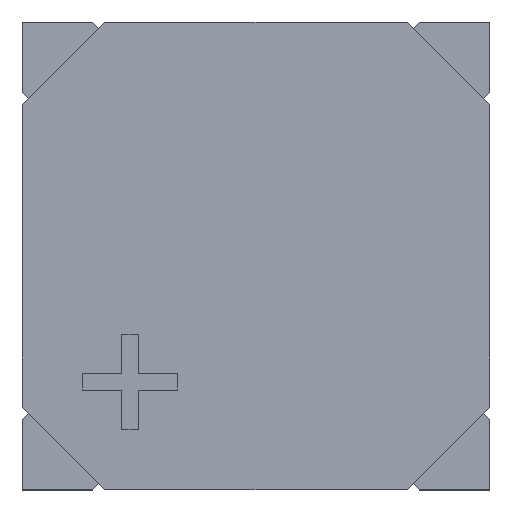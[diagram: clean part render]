
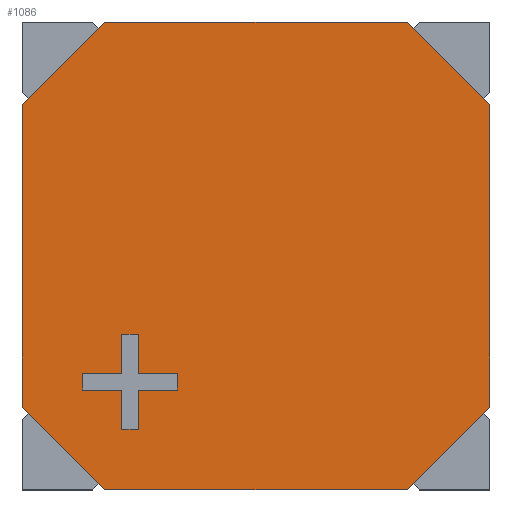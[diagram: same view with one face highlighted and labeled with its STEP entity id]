
A CAD part, top view. The second image highlights one B-rep face of the part: STEP entity #1086.
In plain terms, the highlighted planar face has unit normal (0, 0, 1).
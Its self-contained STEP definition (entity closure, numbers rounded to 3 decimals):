
#746 = VERTEX_POINT('',#747);
#747 = CARTESIAN_POINT('',(-4.25,2.75,4.005));
#753 = EDGE_CURVE('',#754,#746,#756,.T.);
#754 = VERTEX_POINT('',#755);
#755 = CARTESIAN_POINT('',(-2.75,4.25,4.005));
#756 = LINE('',#757,#758);
#757 = CARTESIAN_POINT('',(-4.25,2.75,4.005));
#758 = VECTOR('',#759,1.);
#759 = DIRECTION('',(-0.707,-0.707,
    0.));
#786 = VERTEX_POINT('',#787);
#787 = CARTESIAN_POINT('',(-2.75,-4.25,4.005));
#793 = EDGE_CURVE('',#794,#786,#796,.T.);
#794 = VERTEX_POINT('',#795);
#795 = CARTESIAN_POINT('',(-4.25,-2.75,4.005));
#796 = LINE('',#797,#798);
#797 = CARTESIAN_POINT('',(-4.25,-2.75,4.005));
#798 = VECTOR('',#799,1.);
#799 = DIRECTION('',(0.707,-0.707,0.)
  );
#854 = VERTEX_POINT('',#855);
#855 = CARTESIAN_POINT('',(4.25,-2.75,4.005));
#861 = EDGE_CURVE('',#862,#854,#864,.T.);
#862 = VERTEX_POINT('',#863);
#863 = CARTESIAN_POINT('',(2.75,-4.25,4.005));
#864 = LINE('',#865,#866);
#865 = CARTESIAN_POINT('',(4.25,-2.75,4.005));
#866 = VECTOR('',#867,1.);
#867 = DIRECTION('',(0.707,0.707,0.)
  );
#894 = VERTEX_POINT('',#895);
#895 = CARTESIAN_POINT('',(2.75,4.25,4.005));
#901 = EDGE_CURVE('',#902,#894,#904,.T.);
#902 = VERTEX_POINT('',#903);
#903 = CARTESIAN_POINT('',(4.25,2.75,4.005));
#904 = LINE('',#905,#906);
#905 = CARTESIAN_POINT('',(4.25,2.75,4.005));
#906 = VECTOR('',#907,1.);
#907 = DIRECTION('',(-0.707,0.707,0.
    ));
#949 = EDGE_CURVE('',#746,#794,#950,.T.);
#950 = LINE('',#951,#952);
#951 = CARTESIAN_POINT('',(-4.25,-2.75,4.005));
#952 = VECTOR('',#953,1.);
#953 = DIRECTION('',(0.,-1.,0.));
#966 = EDGE_CURVE('',#786,#862,#967,.T.);
#967 = LINE('',#968,#969);
#968 = CARTESIAN_POINT('',(-2.75,-4.25,4.005));
#969 = VECTOR('',#970,1.);
#970 = DIRECTION('',(1.,0.,0.));
#985 = EDGE_CURVE('',#854,#902,#986,.T.);
#986 = LINE('',#987,#988);
#987 = CARTESIAN_POINT('',(4.25,-2.75,4.005));
#988 = VECTOR('',#989,1.);
#989 = DIRECTION('',(0.,1.,0.));
#1009 = EDGE_CURVE('',#894,#754,#1010,.T.);
#1010 = LINE('',#1011,#1012);
#1011 = CARTESIAN_POINT('',(-2.75,4.25,4.005));
#1012 = VECTOR('',#1013,1.);
#1013 = DIRECTION('',(-1.,0.,0.));
#1086 = ADVANCED_FACE('',(#1087,#1097),#1195,.F.);
#1087 = FACE_BOUND('',#1088,.T.);
#1088 = EDGE_LOOP('',(#1089,#1090,#1091,#1092,#1093,#1094,#1095,#1096));
#1089 = ORIENTED_EDGE('',*,*,#949,.T.);
#1090 = ORIENTED_EDGE('',*,*,#793,.T.);
#1091 = ORIENTED_EDGE('',*,*,#966,.T.);
#1092 = ORIENTED_EDGE('',*,*,#861,.T.);
#1093 = ORIENTED_EDGE('',*,*,#985,.T.);
#1094 = ORIENTED_EDGE('',*,*,#901,.T.);
#1095 = ORIENTED_EDGE('',*,*,#1009,.T.);
#1096 = ORIENTED_EDGE('',*,*,#753,.T.);
#1097 = FACE_BOUND('',#1098,.T.);
#1098 = EDGE_LOOP('',(#1099,#1109,#1117,#1125,#1133,#1141,#1149,#1157,
    #1165,#1173,#1181,#1189));
#1099 = ORIENTED_EDGE('',*,*,#1100,.F.);
#1100 = EDGE_CURVE('',#1101,#1103,#1105,.T.);
#1101 = VERTEX_POINT('',#1102);
#1102 = CARTESIAN_POINT('',(-3.15,-2.14,4.005));
#1103 = VERTEX_POINT('',#1104);
#1104 = CARTESIAN_POINT('',(-3.15,-2.44,4.005));
#1105 = LINE('',#1106,#1107);
#1106 = CARTESIAN_POINT('',(-3.15,-2.14,4.005));
#1107 = VECTOR('',#1108,1.);
#1108 = DIRECTION('',(0.,-1.,0.));
#1109 = ORIENTED_EDGE('',*,*,#1110,.F.);
#1110 = EDGE_CURVE('',#1111,#1101,#1113,.T.);
#1111 = VERTEX_POINT('',#1112);
#1112 = CARTESIAN_POINT('',(-2.44,-2.14,4.005));
#1113 = LINE('',#1114,#1115);
#1114 = CARTESIAN_POINT('',(-3.15,-2.14,4.005));
#1115 = VECTOR('',#1116,1.);
#1116 = DIRECTION('',(-1.,0.,0.));
#1117 = ORIENTED_EDGE('',*,*,#1118,.F.);
#1118 = EDGE_CURVE('',#1119,#1111,#1121,.T.);
#1119 = VERTEX_POINT('',#1120);
#1120 = CARTESIAN_POINT('',(-2.44,-1.43,4.005));
#1121 = LINE('',#1122,#1123);
#1122 = CARTESIAN_POINT('',(-2.44,-1.43,4.005));
#1123 = VECTOR('',#1124,1.);
#1124 = DIRECTION('',(0.,-1.,0.));
#1125 = ORIENTED_EDGE('',*,*,#1126,.F.);
#1126 = EDGE_CURVE('',#1127,#1119,#1129,.T.);
#1127 = VERTEX_POINT('',#1128);
#1128 = CARTESIAN_POINT('',(-2.14,-1.43,4.005));
#1129 = LINE('',#1130,#1131);
#1130 = CARTESIAN_POINT('',(-2.44,-1.43,4.005));
#1131 = VECTOR('',#1132,1.);
#1132 = DIRECTION('',(-1.,0.,0.));
#1133 = ORIENTED_EDGE('',*,*,#1134,.F.);
#1134 = EDGE_CURVE('',#1135,#1127,#1137,.T.);
#1135 = VERTEX_POINT('',#1136);
#1136 = CARTESIAN_POINT('',(-2.14,-2.14,4.005));
#1137 = LINE('',#1138,#1139);
#1138 = CARTESIAN_POINT('',(-2.14,-1.43,4.005));
#1139 = VECTOR('',#1140,1.);
#1140 = DIRECTION('',(0.,1.,0.));
#1141 = ORIENTED_EDGE('',*,*,#1142,.F.);
#1142 = EDGE_CURVE('',#1143,#1135,#1145,.T.);
#1143 = VERTEX_POINT('',#1144);
#1144 = CARTESIAN_POINT('',(-1.43,-2.14,4.005));
#1145 = LINE('',#1146,#1147);
#1146 = CARTESIAN_POINT('',(-2.14,-2.14,4.005));
#1147 = VECTOR('',#1148,1.);
#1148 = DIRECTION('',(-1.,0.,0.));
#1149 = ORIENTED_EDGE('',*,*,#1150,.F.);
#1150 = EDGE_CURVE('',#1151,#1143,#1153,.T.);
#1151 = VERTEX_POINT('',#1152);
#1152 = CARTESIAN_POINT('',(-1.43,-2.44,4.005));
#1153 = LINE('',#1154,#1155);
#1154 = CARTESIAN_POINT('',(-1.43,-2.14,4.005));
#1155 = VECTOR('',#1156,1.);
#1156 = DIRECTION('',(0.,1.,0.));
#1157 = ORIENTED_EDGE('',*,*,#1158,.F.);
#1158 = EDGE_CURVE('',#1159,#1151,#1161,.T.);
#1159 = VERTEX_POINT('',#1160);
#1160 = CARTESIAN_POINT('',(-2.14,-2.44,4.005));
#1161 = LINE('',#1162,#1163);
#1162 = CARTESIAN_POINT('',(-2.14,-2.44,4.005));
#1163 = VECTOR('',#1164,1.);
#1164 = DIRECTION('',(1.,0.,0.));
#1165 = ORIENTED_EDGE('',*,*,#1166,.F.);
#1166 = EDGE_CURVE('',#1167,#1159,#1169,.T.);
#1167 = VERTEX_POINT('',#1168);
#1168 = CARTESIAN_POINT('',(-2.14,-3.15,4.005));
#1169 = LINE('',#1170,#1171);
#1170 = CARTESIAN_POINT('',(-2.14,-2.44,4.005));
#1171 = VECTOR('',#1172,1.);
#1172 = DIRECTION('',(0.,1.,0.));
#1173 = ORIENTED_EDGE('',*,*,#1174,.F.);
#1174 = EDGE_CURVE('',#1175,#1167,#1177,.T.);
#1175 = VERTEX_POINT('',#1176);
#1176 = CARTESIAN_POINT('',(-2.44,-3.15,4.005));
#1177 = LINE('',#1178,#1179);
#1178 = CARTESIAN_POINT('',(-2.44,-3.15,4.005));
#1179 = VECTOR('',#1180,1.);
#1180 = DIRECTION('',(1.,0.,0.));
#1181 = ORIENTED_EDGE('',*,*,#1182,.F.);
#1182 = EDGE_CURVE('',#1183,#1175,#1185,.T.);
#1183 = VERTEX_POINT('',#1184);
#1184 = CARTESIAN_POINT('',(-2.44,-2.44,4.005));
#1185 = LINE('',#1186,#1187);
#1186 = CARTESIAN_POINT('',(-2.44,-2.44,4.005));
#1187 = VECTOR('',#1188,1.);
#1188 = DIRECTION('',(0.,-1.,0.));
#1189 = ORIENTED_EDGE('',*,*,#1190,.F.);
#1190 = EDGE_CURVE('',#1103,#1183,#1191,.T.);
#1191 = LINE('',#1192,#1193);
#1192 = CARTESIAN_POINT('',(-3.15,-2.44,4.005));
#1193 = VECTOR('',#1194,1.);
#1194 = DIRECTION('',(1.,0.,0.));
#1195 = PLANE('',#1196);
#1196 = AXIS2_PLACEMENT_3D('',#1197,#1198,#1199);
#1197 = CARTESIAN_POINT('',(-4.25,4.25,4.005));
#1198 = DIRECTION('',(0.,0.,-1.));
#1199 = DIRECTION('',(-1.,0.,0.));
